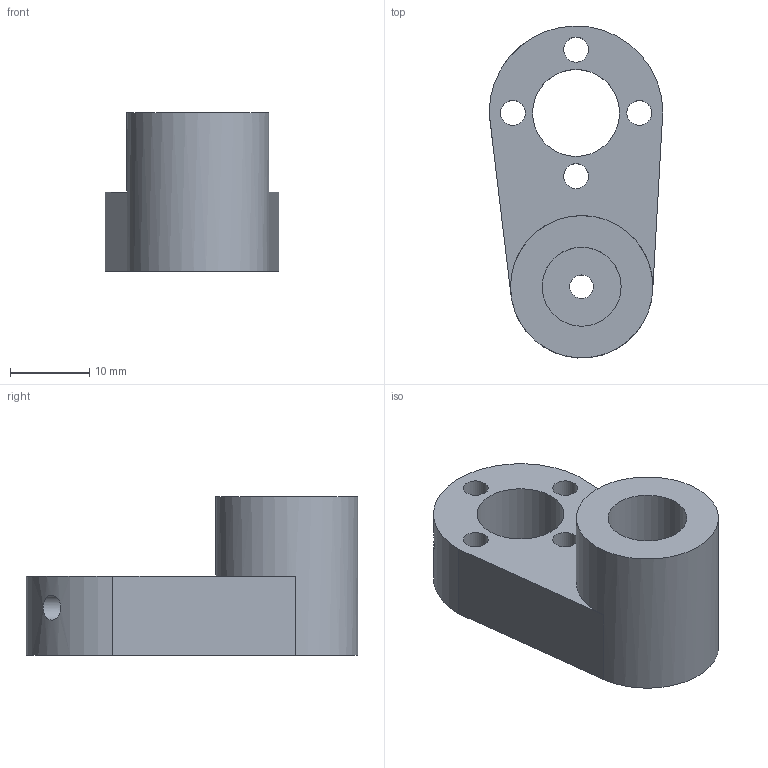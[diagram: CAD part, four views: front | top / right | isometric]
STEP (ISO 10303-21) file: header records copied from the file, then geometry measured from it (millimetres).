
FILE_DESCRIPTION(/* description */ (''),/* implementation_level */ '2;1');
FILE_NAME(/* name */ '',/* time_stamp */ '2024-12-24T19:20:34+03:00',/* author */ ('DELL'),/* organization */ (''),/* preprocessor_version */ 'ST-DEVELOPER v19.2',/* originating_system */ 'Autodesk Inventor 2023',/* authorisation */ '');
FILE_SCHEMA (('AUTOMOTIVE_DESIGN { 1 0 10303 214 3 1 1 }'));
Length unit declared in the file: millimetre
Products named in the file (1): кривошип
Bounding box: 21.99 x 42 x 20 mm (x, y, z)
Volume: 7962.7 mm3; surface area: 4086.9 mm2
Topology: 1 solids, 1 shells, 17 faces, 40 edges, 27 vertices
Faces by surface type: cylinder 10, plane 7
Full cylindrical faces by diameter (mm): 3 x1, 3.15 x5, 10 x1, 11 x1, 18 x1
Entity records: 600 total; most frequent: CARTESIAN_POINT 119, DIRECTION 95, ORIENTED_EDGE 80, EDGE_CURVE 40, AXIS2_PLACEMENT_3D 39, EDGE_LOOP 31, VERTEX_POINT 27, CIRCLE 21
